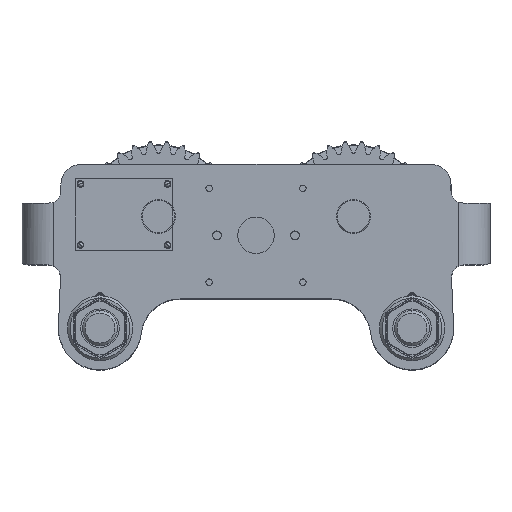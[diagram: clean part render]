
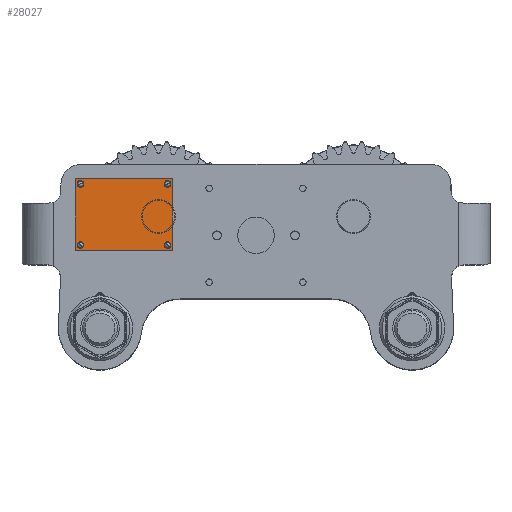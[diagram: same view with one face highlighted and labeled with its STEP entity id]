
A CAD part, top view. The second image highlights one B-rep face of the part: STEP entity #28027.
In plain terms, the highlighted planar face has unit normal (0, 0, 1).
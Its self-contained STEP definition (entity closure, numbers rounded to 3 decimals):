
#2047 = DIRECTION ( 'NONE',  ( 0., -1., 0. ) ) ;
#2048 = CARTESIAN_POINT ( 'NONE',  ( -139., 69., 107.5 ) ) ;
#2049 = DIRECTION ( 'NONE',  ( 0., 1., 0. ) ) ;
#2050 = CARTESIAN_POINT ( 'NONE',  ( -64., 69., 107.5 ) ) ;
#2086 = CARTESIAN_POINT ( 'NONE',  ( -135., 18., 107.5 ) ) ;
#2100 = DIRECTION ( 'NONE',  ( 0., 0., 1. ) ) ;
#2102 = DIRECTION ( 'NONE',  ( 1., 0., 0. ) ) ;
#2105 = CARTESIAN_POINT ( 'NONE',  ( -135., 18., 107.5 ) ) ;
#2106 = DIRECTION ( 'NONE',  ( 0., 0., 1. ) ) ;
#2108 = DIRECTION ( 'NONE',  ( 1., 0., 0. ) ) ;
#2110 = CARTESIAN_POINT ( 'NONE',  ( -68., 65., 107.5 ) ) ;
#2111 = DIRECTION ( 'NONE',  ( 0., 0., 1. ) ) ;
#2112 = DIRECTION ( 'NONE',  ( 1., 0., 0. ) ) ;
#2113 = CARTESIAN_POINT ( 'NONE',  ( -139., 69., 107.5 ) ) ;
#2114 = DIRECTION ( 'NONE',  ( -1., 0., 0. ) ) ;
#2115 = CARTESIAN_POINT ( 'NONE',  ( -68., 65., 107.5 ) ) ;
#2117 = DIRECTION ( 'NONE',  ( 0., 0., 1. ) ) ;
#2119 = DIRECTION ( 'NONE',  ( 1., 0., 0. ) ) ;
#2615 = DIRECTION ( 'NONE',  ( 0., 0., 1. ) ) ;
#2616 = CARTESIAN_POINT ( 'NONE',  ( -135., 65., 107.5 ) ) ;
#2617 = DIRECTION ( 'NONE',  ( 1., 0., 0. ) ) ;
#2618 = CARTESIAN_POINT ( 'NONE',  ( -135., 65., 107.5 ) ) ;
#2619 = DIRECTION ( 'NONE',  ( 0., 0., 1. ) ) ;
#2620 = DIRECTION ( 'NONE',  ( 1., 0., 0. ) ) ;
#2621 = CARTESIAN_POINT ( 'NONE',  ( -68., 18., 107.5 ) ) ;
#2622 = DIRECTION ( 'NONE',  ( 0., 0., 1. ) ) ;
#2623 = DIRECTION ( 'NONE',  ( 1., 0., 0. ) ) ;
#2624 = CARTESIAN_POINT ( 'NONE',  ( -68., 18., 107.5 ) ) ;
#2625 = DIRECTION ( 'NONE',  ( 0., 0., 1. ) ) ;
#2626 = DIRECTION ( 'NONE',  ( 1., 0., 0. ) ) ;
#2629 = CARTESIAN_POINT ( 'NONE',  ( -139., 14., 107.5 ) ) ;
#2630 = DIRECTION ( 'NONE',  ( 1., 0., 0. ) ) ;
#6114 = ORIENTED_EDGE ( 'NONE', *, *, #7511, .F. ) ;
#6115 = ORIENTED_EDGE ( 'NONE', *, *, #7509, .F. ) ;
#6116 = ORIENTED_EDGE ( 'NONE', *, *, #7504, .T. ) ;
#6117 = ORIENTED_EDGE ( 'NONE', *, *, #7501, .F. ) ;
#6500 = ORIENTED_EDGE ( 'NONE', *, *, #7510, .F. ) ;
#6501 = ORIENTED_EDGE ( 'NONE', *, *, #7508, .F. ) ;
#6502 = ORIENTED_EDGE ( 'NONE', *, *, #7506, .T. ) ;
#6503 = ORIENTED_EDGE ( 'NONE', *, *, #7507, .T. ) ;
#6504 = ORIENTED_EDGE ( 'NONE', *, *, #7513, .T. ) ;
#6505 = ORIENTED_EDGE ( 'NONE', *, *, #7503, .F. ) ;
#6506 = ORIENTED_EDGE ( 'NONE', *, *, #7505, .F. ) ;
#6508 = ORIENTED_EDGE ( 'NONE', *, *, #7502, .F. ) ;
#7501 = EDGE_CURVE ( 'NONE', #33400, #33398, #11909, .T. ) ;
#7502 = EDGE_CURVE ( 'NONE', #33398, #33400, #11892, .T. ) ;
#7503 = EDGE_CURVE ( 'NONE', #33403, #33402, #11908, .T. ) ;
#7504 = EDGE_CURVE ( 'NONE', #33401, #34123, #30283, .T. ) ;
#7505 = EDGE_CURVE ( 'NONE', #33402, #33403, #11870, .T. ) ;
#7506 = EDGE_CURVE ( 'NONE', #33701, #33401, #30275, .T. ) ;
#7507 = EDGE_CURVE ( 'NONE', #34123, #33693, #30278, .T. ) ;
#7508 = EDGE_CURVE ( 'NONE', #34113, #33695, #32037, .T. ) ;
#7509 = EDGE_CURVE ( 'NONE', #33695, #34113, #11809, .T. ) ;
#7510 = EDGE_CURVE ( 'NONE', #33422, #33424, #11919, .T. ) ;
#7511 = EDGE_CURVE ( 'NONE', #33424, #33422, #11937, .T. ) ;
#7513 = EDGE_CURVE ( 'NONE', #33693, #33701, #30202, .T. ) ;
#11809 = CIRCLE ( 'NONE', #11841, 1.75 ) ;
#11820 = VECTOR ( 'NONE', #2047, 1000. ) ;
#11841 = AXIS2_PLACEMENT_3D ( 'NONE', #2618, #2619, #2620 ) ;
#11863 = VECTOR ( 'NONE', #2114, 1000. ) ;
#11870 = CIRCLE ( 'NONE', #11915, 1.75 ) ;
#11872 = AXIS2_PLACEMENT_3D ( 'NONE', #2110, #2111, #2112 ) ;
#11874 = AXIS2_PLACEMENT_3D ( 'NONE', #2105, #2106, #2108 ) ;
#11875 = AXIS2_PLACEMENT_3D ( 'NONE', #2616, #2615, #2617 ) ;
#11888 = VECTOR ( 'NONE', #2630, 1000. ) ;
#11892 = CIRCLE ( 'NONE', #11874, 1.75 ) ;
#11895 = AXIS2_PLACEMENT_3D ( 'NONE', #2086, #2100, #2102 ) ;
#11908 = CIRCLE ( 'NONE', #11872, 1.75 ) ;
#11909 = CIRCLE ( 'NONE', #11895, 1.75 ) ;
#11915 = AXIS2_PLACEMENT_3D ( 'NONE', #2115, #2117, #2119 ) ;
#11919 = CIRCLE ( 'NONE', #11936, 1.75 ) ;
#11921 = VECTOR ( 'NONE', #2049, 1000. ) ;
#11935 = AXIS2_PLACEMENT_3D ( 'NONE', #2624, #2625, #2626 ) ;
#11936 = AXIS2_PLACEMENT_3D ( 'NONE', #2621, #2622, #2623 ) ;
#11937 = CIRCLE ( 'NONE', #11935, 1.75 ) ;
#12756 = PLANE ( 'NONE',  #24731 ) ;
#12757 = CARTESIAN_POINT ( 'NONE',  ( -139., 14., 107.5 ) ) ;
#12758 = DIRECTION ( 'NONE',  ( 0., 0., 1. ) ) ;
#12759 = DIRECTION ( 'NONE',  ( 1., 0., 0. ) ) ;
#20291 = CARTESIAN_POINT ( 'NONE',  ( -136.75, 18., 107.5 ) ) ;
#20293 = CARTESIAN_POINT ( 'NONE',  ( -133.25, 18., 107.5 ) ) ;
#20294 = CARTESIAN_POINT ( 'NONE',  ( -64., 69., 107.5 ) ) ;
#20295 = CARTESIAN_POINT ( 'NONE',  ( -69.75, 65., 107.5 ) ) ;
#20296 = CARTESIAN_POINT ( 'NONE',  ( -66.25, 65., 107.5 ) ) ;
#20311 = CARTESIAN_POINT ( 'NONE',  ( -66.25, 18., 107.5 ) ) ;
#20312 = CARTESIAN_POINT ( 'NONE',  ( -69.75, 18., 107.5 ) ) ;
#20402 = CARTESIAN_POINT ( 'NONE',  ( -139., 14., 107.5 ) ) ;
#20404 = CARTESIAN_POINT ( 'NONE',  ( -136.75, 65., 107.5 ) ) ;
#20407 = CARTESIAN_POINT ( 'NONE',  ( -64., 14., 107.5 ) ) ;
#20446 = CARTESIAN_POINT ( 'NONE',  ( -133.25, 65., 107.5 ) ) ;
#20447 = CARTESIAN_POINT ( 'NONE',  ( -139., 69., 107.5 ) ) ;
#23313 = FACE_BOUND ( 'NONE', #35701, .T. ) ;
#23314 = FACE_OUTER_BOUND ( 'NONE', #36010, .T. ) ;
#23315 = FACE_BOUND ( 'NONE', #35700, .T. ) ;
#23329 = FACE_BOUND ( 'NONE', #35697, .T. ) ;
#23332 = FACE_BOUND ( 'NONE', #35698, .T. ) ;
#24731 = AXIS2_PLACEMENT_3D ( 'NONE', #12757, #12758, #12759 ) ;
#28027 = ADVANCED_FACE ( 'NONE', ( #23332, #23329, #23314, #23315, #23313 ), #12756, .T. ) ;
#30202 = LINE ( 'NONE', #2629, #11888 ) ;
#30275 = LINE ( 'NONE', #2050, #11921 ) ;
#30278 = LINE ( 'NONE', #2048, #11820 ) ;
#30283 = LINE ( 'NONE', #2113, #11863 ) ;
#32037 = CIRCLE ( 'NONE', #11875, 1.75 ) ;
#33398 = VERTEX_POINT ( 'NONE', #20291 ) ;
#33400 = VERTEX_POINT ( 'NONE', #20293 ) ;
#33401 = VERTEX_POINT ( 'NONE', #20294 ) ;
#33402 = VERTEX_POINT ( 'NONE', #20295 ) ;
#33403 = VERTEX_POINT ( 'NONE', #20296 ) ;
#33422 = VERTEX_POINT ( 'NONE', #20311 ) ;
#33424 = VERTEX_POINT ( 'NONE', #20312 ) ;
#33693 = VERTEX_POINT ( 'NONE', #20402 ) ;
#33695 = VERTEX_POINT ( 'NONE', #20404 ) ;
#33701 = VERTEX_POINT ( 'NONE', #20407 ) ;
#34113 = VERTEX_POINT ( 'NONE', #20446 ) ;
#34123 = VERTEX_POINT ( 'NONE', #20447 ) ;
#35697 = EDGE_LOOP ( 'NONE', ( #6501, #6115 ) ) ;
#35698 = EDGE_LOOP ( 'NONE', ( #6500, #6114 ) ) ;
#35700 = EDGE_LOOP ( 'NONE', ( #6505, #6506 ) ) ;
#35701 = EDGE_LOOP ( 'NONE', ( #6117, #6508 ) ) ;
#36010 = EDGE_LOOP ( 'NONE', ( #6503, #6504, #6502, #6116 ) ) ;
